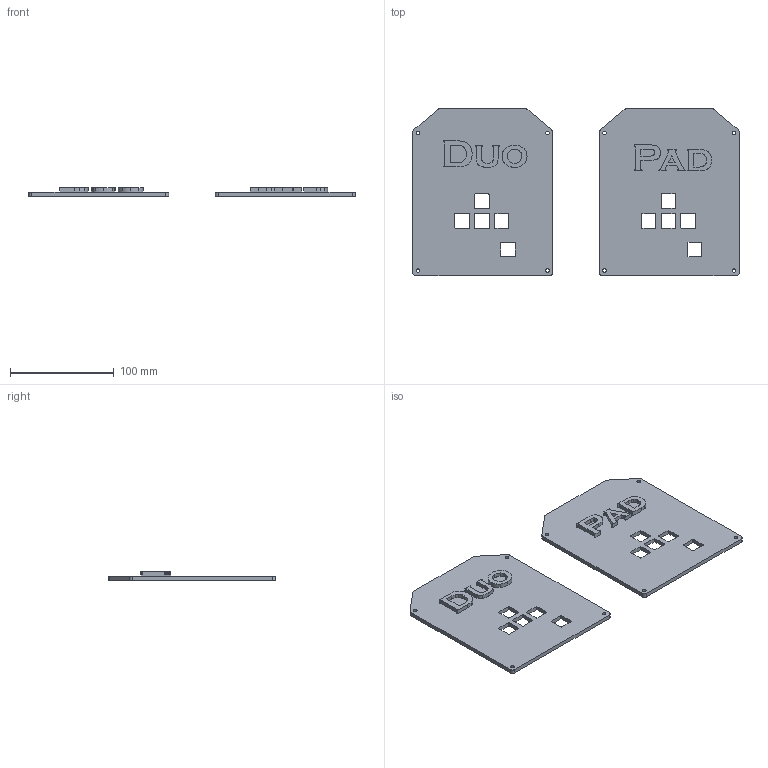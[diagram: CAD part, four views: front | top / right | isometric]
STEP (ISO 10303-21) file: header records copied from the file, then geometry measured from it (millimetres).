
FILE_DESCRIPTION(/* description */ (''),/* implementation_level */ '2;1');
FILE_NAME(/* name */ 'DuoPad Top.step',/* time_stamp */ '2025-07-16T20:39:19+01:00',/* author */ (''),/* organization */ (''),/* preprocessor_version */ 'ST-DEVELOPER v20.1',/* originating_system */ 'Autodesk Translation Framework v14.10.0.0',/* authorisation */ '');
FILE_SCHEMA (('AUTOMOTIVE_DESIGN { 1 0 10303 214 3 1 1 }'));
Length unit declared in the file: millimetre
Products named in the file (2): 2025-07-16-17-44-54-439; 2025-07-16-17-48-01-955
Assembly tree (1 placements, depth 2):
  2025-07-16-17-44-54-439
    2025-07-16-17-48-01-955
Bounding box: 315 x 161.54 x 8 mm (x, y, z)
Volume: 168505.4 mm3; surface area: 91029.3 mm2
Topology: 2 solids, 2 shells, 277 faces, 786 edges, 524 vertices
Faces by surface type: plane 121, bspline 96, cylinder 60
Full cylindrical faces by diameter (mm): 3.4 x8
Entity records: 10018 total; most frequent: CARTESIAN_POINT 3222, ORIENTED_EDGE 1572, DIRECTION 1082, EDGE_CURVE 786, VERTEX_POINT 524, LINE 474, VECTOR 474, EDGE_LOOP 324
